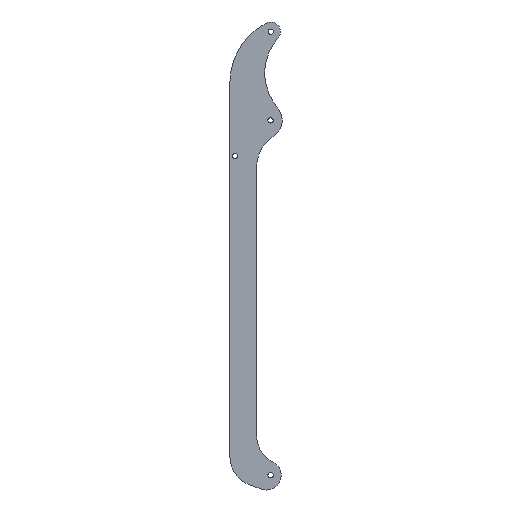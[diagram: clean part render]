
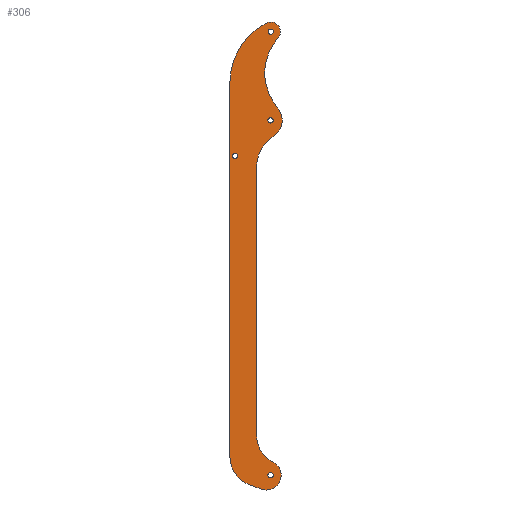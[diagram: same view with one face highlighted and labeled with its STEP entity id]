
A CAD part, front view. The second image highlights one B-rep face of the part: STEP entity #306.
In plain terms, the highlighted planar face has unit normal (0, -1, 0).
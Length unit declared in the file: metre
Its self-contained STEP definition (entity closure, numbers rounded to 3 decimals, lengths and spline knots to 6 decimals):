
#32=LINE('',#493,#49);
#33=LINE('',#497,#50);
#34=LINE('',#503,#51);
#49=VECTOR('',#393,1.);
#50=VECTOR('',#396,1.);
#51=VECTOR('',#401,1.);
#66=ORIENTED_EDGE('',*,*,#148,.T.);
#67=ORIENTED_EDGE('',*,*,#149,.T.);
#68=ORIENTED_EDGE('',*,*,#150,.T.);
#69=ORIENTED_EDGE('',*,*,#151,.T.);
#70=ORIENTED_EDGE('',*,*,#152,.F.);
#71=ORIENTED_EDGE('',*,*,#153,.F.);
#72=ORIENTED_EDGE('',*,*,#154,.F.);
#73=ORIENTED_EDGE('',*,*,#155,.F.);
#74=ORIENTED_EDGE('',*,*,#156,.F.);
#75=ORIENTED_EDGE('',*,*,#157,.F.);
#76=ORIENTED_EDGE('',*,*,#158,.F.);
#77=ORIENTED_EDGE('',*,*,#159,.F.);
#78=ORIENTED_EDGE('',*,*,#160,.F.);
#79=ORIENTED_EDGE('',*,*,#161,.F.);
#80=ORIENTED_EDGE('',*,*,#162,.F.);
#148=EDGE_CURVE('',#189,#189,#219,.T.);
#149=EDGE_CURVE('',#190,#190,#220,.T.);
#150=EDGE_CURVE('',#191,#191,#221,.T.);
#151=EDGE_CURVE('',#192,#192,#222,.T.);
#152=EDGE_CURVE('',#193,#194,#223,.T.);
#153=EDGE_CURVE('',#195,#193,#224,.T.);
#154=EDGE_CURVE('',#196,#195,#32,.T.);
#155=EDGE_CURVE('',#197,#196,#225,.T.);
#156=EDGE_CURVE('',#198,#197,#33,.T.);
#157=EDGE_CURVE('',#199,#198,#226,.T.);
#158=EDGE_CURVE('',#200,#199,#227,.T.);
#159=EDGE_CURVE('',#201,#200,#34,.T.);
#160=EDGE_CURVE('',#202,#201,#228,.T.);
#161=EDGE_CURVE('',#203,#202,#229,.T.);
#162=EDGE_CURVE('',#194,#203,#230,.T.);
#189=VERTEX_POINT('',#481);
#190=VERTEX_POINT('',#483);
#191=VERTEX_POINT('',#485);
#192=VERTEX_POINT('',#487);
#193=VERTEX_POINT('',#489);
#194=VERTEX_POINT('',#490);
#195=VERTEX_POINT('',#492);
#196=VERTEX_POINT('',#494);
#197=VERTEX_POINT('',#496);
#198=VERTEX_POINT('',#498);
#199=VERTEX_POINT('',#500);
#200=VERTEX_POINT('',#502);
#201=VERTEX_POINT('',#504);
#202=VERTEX_POINT('',#506);
#203=VERTEX_POINT('',#508);
#219=CIRCLE('',#337,0.0015);
#220=CIRCLE('',#338,0.0015);
#221=CIRCLE('',#339,0.0015);
#222=CIRCLE('',#340,0.0015);
#223=CIRCLE('',#341,0.00545);
#224=CIRCLE('',#342,0.038411);
#225=CIRCLE('',#343,0.016951);
#226=CIRCLE('',#344,0.00833);
#227=CIRCLE('',#345,0.016538);
#228=CIRCLE('',#346,0.019644);
#229=CIRCLE('',#347,0.011003);
#230=CIRCLE('',#348,0.030072);
#243=EDGE_LOOP('',(#66));
#244=EDGE_LOOP('',(#67));
#245=EDGE_LOOP('',(#68));
#246=EDGE_LOOP('',(#69));
#247=EDGE_LOOP('',(#70,#71,#72,#73,#74,#75,#76,#77,#78,#79,#80));
#272=FACE_BOUND('',#243,.T.);
#273=FACE_BOUND('',#244,.T.);
#274=FACE_BOUND('',#245,.T.);
#275=FACE_BOUND('',#246,.T.);
#276=FACE_BOUND('',#247,.T.);
#301=PLANE('',#336);
#306=ADVANCED_FACE('',(#272,#273,#274,#275,#276),#301,.F.);
#336=AXIS2_PLACEMENT_3D('',#479,#379,#380);
#337=AXIS2_PLACEMENT_3D('',#480,#381,#382);
#338=AXIS2_PLACEMENT_3D('',#482,#383,#384);
#339=AXIS2_PLACEMENT_3D('',#484,#385,#386);
#340=AXIS2_PLACEMENT_3D('',#486,#387,#388);
#341=AXIS2_PLACEMENT_3D('',#488,#389,#390);
#342=AXIS2_PLACEMENT_3D('',#491,#391,#392);
#343=AXIS2_PLACEMENT_3D('',#495,#394,#395);
#344=AXIS2_PLACEMENT_3D('',#499,#397,#398);
#345=AXIS2_PLACEMENT_3D('',#501,#399,#400);
#346=AXIS2_PLACEMENT_3D('',#505,#402,#403);
#347=AXIS2_PLACEMENT_3D('',#507,#404,#405);
#348=AXIS2_PLACEMENT_3D('',#509,#406,#407);
#379=DIRECTION('',(0.,1.,0.));
#380=DIRECTION('',(0.,0.,1.));
#381=DIRECTION('',(0.,1.,0.));
#382=DIRECTION('',(1.,0.,0.));
#383=DIRECTION('',(0.,1.,0.));
#384=DIRECTION('',(1.,0.,0.));
#385=DIRECTION('',(0.,1.,0.));
#386=DIRECTION('',(1.,0.,0.));
#387=DIRECTION('',(0.,1.,0.));
#388=DIRECTION('',(1.,0.,0.));
#389=DIRECTION('',(0.,1.,0.));
#390=DIRECTION('',(-0.465,0.,0.885));
#391=DIRECTION('',(0.,1.,0.));
#392=DIRECTION('',(-1.,0.,0.));
#393=DIRECTION('',(0.,0.,1.));
#394=DIRECTION('',(0.,1.,0.));
#395=DIRECTION('',(-0.345,0.,-0.939));
#396=DIRECTION('',(-0.939,0.,0.345));
#397=DIRECTION('',(0.,1.,0.));
#398=DIRECTION('',(0.446,0.,0.895));
#399=DIRECTION('',(0.,-1.,0.));
#400=DIRECTION('',(0.446,0.,0.895));
#401=DIRECTION('',(0.,0.,-1.));
#402=DIRECTION('',(0.,-1.,0.));
#403=DIRECTION('',(1.,0.,0.));
#404=DIRECTION('',(0.,1.,0.));
#405=DIRECTION('',(0.762,0.,0.648));
#406=DIRECTION('',(0.,-1.,0.));
#407=DIRECTION('',(0.762,0.,0.648));
#479=CARTESIAN_POINT('',(-0.008342,0.,-0.12644));
#480=CARTESIAN_POINT('',(0.,0.,0.));
#481=CARTESIAN_POINT('',(0.0015,0.,0.));
#482=CARTESIAN_POINT('',(-0.020104,0.,-0.07));
#483=CARTESIAN_POINT('',(-0.018604,0.,-0.07));
#484=CARTESIAN_POINT('',(-0.000104,0.,-0.25));
#485=CARTESIAN_POINT('',(0.001396,0.,-0.25));
#486=CARTESIAN_POINT('',(-0.000104,0.,-0.05));
#487=CARTESIAN_POINT('',(0.001396,0.,-0.05));
#488=CARTESIAN_POINT('',(0.,0.,0.));
#489=CARTESIAN_POINT('',(-0.002533,0.,0.004826));
#490=CARTESIAN_POINT('',(0.00384,0.,-0.003867));
#491=CARTESIAN_POINT('',(0.015318,0.,-0.029186));
#492=CARTESIAN_POINT('',(-0.023094,0.,-0.029186));
#493=CARTESIAN_POINT('',(-0.023094,0.,-0.239488));
#494=CARTESIAN_POINT('',(-0.023094,0.,-0.239488));
#495=CARTESIAN_POINT('',(-0.006142,0.,-0.239488));
#496=CARTESIAN_POINT('',(-0.01199,0.,-0.255399));
#497=CARTESIAN_POINT('',(-0.005406,0.,-0.257819));
#498=CARTESIAN_POINT('',(-0.005406,0.,-0.257819));
#499=CARTESIAN_POINT('',(-0.002533,0.,-0.25));
#500=CARTESIAN_POINT('',(0.001184,0.,-0.242545));
#501=CARTESIAN_POINT('',(0.008565,0.,-0.227745));
#502=CARTESIAN_POINT('',(-0.007974,0.,-0.227745));
#503=CARTESIAN_POINT('',(-0.007974,0.,-0.075975));
#504=CARTESIAN_POINT('',(-0.007974,0.,-0.075975));
#505=CARTESIAN_POINT('',(0.011671,0.,-0.075975));
#506=CARTESIAN_POINT('',(0.001246,0.,-0.059326));
#507=CARTESIAN_POINT('',(-0.004594,0.,-0.05));
#508=CARTESIAN_POINT('',(0.00379,0.,-0.042874));
#509=CARTESIAN_POINT('',(0.026704,0.,-0.0234));
